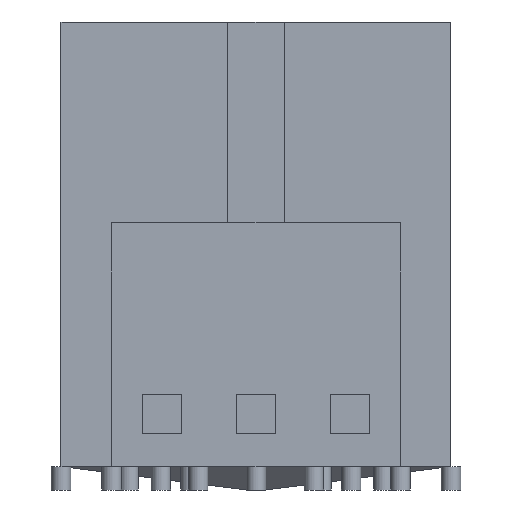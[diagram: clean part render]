
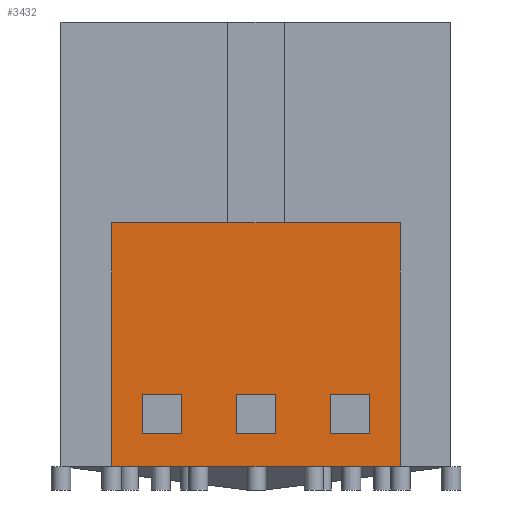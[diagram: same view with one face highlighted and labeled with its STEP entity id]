
A CAD part, left-side view. The second image highlights one B-rep face of the part: STEP entity #3432.
In plain terms, the highlighted planar face has unit normal (-1, 0, 0).
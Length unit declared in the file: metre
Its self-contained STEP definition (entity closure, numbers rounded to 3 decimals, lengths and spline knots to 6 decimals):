
#28=FACE_BOUND('',#497,.T.);
#29=FACE_BOUND('',#498,.T.);
#30=FACE_BOUND('',#499,.T.);
#99=PLANE('',#3708);
#291=FACE_OUTER_BOUND('',#496,.T.);
#496=EDGE_LOOP('',(#2758,#2759,#2760,#2761,#2762,#2763,#2764,#2765,#2766,
#2767));
#497=EDGE_LOOP('',(#2768,#2769,#2770,#2771));
#498=EDGE_LOOP('',(#2772,#2773,#2774,#2775));
#499=EDGE_LOOP('',(#2776,#2777,#2778,#2779));
#641=LINE('',#4895,#1065);
#642=LINE('',#4899,#1066);
#643=LINE('',#4903,#1067);
#654=LINE('',#4964,#1078);
#671=LINE('',#5039,#1095);
#673=LINE('',#5050,#1097);
#677=LINE('',#5070,#1101);
#702=LINE('',#5121,#1126);
#704=LINE('',#5125,#1128);
#712=LINE('',#5141,#1136);
#768=LINE('',#5257,#1192);
#773=LINE('',#5266,#1197);
#776=LINE('',#5272,#1200);
#829=LINE('',#5376,#1253);
#830=LINE('',#5379,#1254);
#831=LINE('',#5381,#1255);
#832=LINE('',#5383,#1256);
#833=LINE('',#5384,#1257);
#834=LINE('',#5385,#1258);
#835=LINE('',#5387,#1259);
#836=LINE('',#5389,#1260);
#837=LINE('',#5390,#1261);
#1065=VECTOR('',#3926,1.);
#1066=VECTOR('',#3929,1.);
#1067=VECTOR('',#3932,1.);
#1078=VECTOR('',#4009,1.);
#1095=VECTOR('',#4118,1.);
#1097=VECTOR('',#4132,1.);
#1101=VECTOR('',#4158,1.);
#1126=VECTOR('',#4197,1.);
#1128=VECTOR('',#4201,1.);
#1136=VECTOR('',#4211,1.);
#1192=VECTOR('',#4283,1.);
#1197=VECTOR('',#4292,1.);
#1200=VECTOR('',#4297,1.);
#1253=VECTOR('',#4368,1.);
#1254=VECTOR('',#4369,1.);
#1255=VECTOR('',#4370,1.);
#1256=VECTOR('',#4371,1.);
#1257=VECTOR('',#4372,1.);
#1258=VECTOR('',#4373,1.);
#1259=VECTOR('',#4374,1.);
#1260=VECTOR('',#4375,1.);
#1261=VECTOR('',#4376,1.);
#1571=VERTEX_POINT('',#4892);
#1572=VERTEX_POINT('',#4894);
#1573=VERTEX_POINT('',#4896);
#1574=VERTEX_POINT('',#4898);
#1575=VERTEX_POINT('',#4900);
#1576=VERTEX_POINT('',#4902);
#1608=VERTEX_POINT('',#5049);
#1613=VERTEX_POINT('',#5069);
#1631=VERTEX_POINT('',#5118);
#1632=VERTEX_POINT('',#5120);
#1633=VERTEX_POINT('',#5124);
#1639=VERTEX_POINT('',#5138);
#1689=VERTEX_POINT('',#5250);
#1692=VERTEX_POINT('',#5255);
#1694=VERTEX_POINT('',#5264);
#1695=VERTEX_POINT('',#5268);
#1739=VERTEX_POINT('',#5377);
#1740=VERTEX_POINT('',#5378);
#1741=VERTEX_POINT('',#5380);
#1742=VERTEX_POINT('',#5382);
#1743=VERTEX_POINT('',#5386);
#1744=VERTEX_POINT('',#5388);
#1898=EDGE_CURVE('',#1572,#1571,#641,.T.);
#1900=EDGE_CURVE('',#1574,#1573,#642,.T.);
#1902=EDGE_CURVE('',#1576,#1575,#643,.T.);
#1933=EDGE_CURVE('',#1575,#1574,#654,.T.);
#1966=EDGE_CURVE('',#1573,#1572,#671,.T.);
#1971=EDGE_CURVE('',#1608,#1576,#673,.T.);
#1981=EDGE_CURVE('',#1571,#1613,#677,.T.);
#2006=EDGE_CURVE('',#1632,#1631,#702,.T.);
#2008=EDGE_CURVE('',#1633,#1608,#704,.T.);
#2016=EDGE_CURVE('',#1639,#1613,#712,.T.);
#2072=EDGE_CURVE('',#1689,#1692,#768,.T.);
#2077=EDGE_CURVE('',#1694,#1692,#773,.T.);
#2080=EDGE_CURVE('',#1695,#1689,#776,.T.);
#2133=EDGE_CURVE('',#1633,#1639,#829,.T.);
#2134=EDGE_CURVE('',#1739,#1740,#830,.T.);
#2135=EDGE_CURVE('',#1740,#1741,#831,.T.);
#2136=EDGE_CURVE('',#1741,#1742,#832,.T.);
#2137=EDGE_CURVE('',#1739,#1742,#833,.T.);
#2138=EDGE_CURVE('',#1694,#1695,#834,.T.);
#2139=EDGE_CURVE('',#1743,#1632,#835,.T.);
#2140=EDGE_CURVE('',#1631,#1744,#836,.T.);
#2141=EDGE_CURVE('',#1743,#1744,#837,.T.);
#2758=ORIENTED_EDGE('',*,*,#2133,.F.);
#2759=ORIENTED_EDGE('',*,*,#2008,.T.);
#2760=ORIENTED_EDGE('',*,*,#1971,.T.);
#2761=ORIENTED_EDGE('',*,*,#1902,.T.);
#2762=ORIENTED_EDGE('',*,*,#1933,.T.);
#2763=ORIENTED_EDGE('',*,*,#1900,.T.);
#2764=ORIENTED_EDGE('',*,*,#1966,.T.);
#2765=ORIENTED_EDGE('',*,*,#1898,.T.);
#2766=ORIENTED_EDGE('',*,*,#1981,.T.);
#2767=ORIENTED_EDGE('',*,*,#2016,.F.);
#2768=ORIENTED_EDGE('',*,*,#2134,.T.);
#2769=ORIENTED_EDGE('',*,*,#2135,.T.);
#2770=ORIENTED_EDGE('',*,*,#2136,.T.);
#2771=ORIENTED_EDGE('',*,*,#2137,.F.);
#2772=ORIENTED_EDGE('',*,*,#2138,.T.);
#2773=ORIENTED_EDGE('',*,*,#2080,.T.);
#2774=ORIENTED_EDGE('',*,*,#2072,.T.);
#2775=ORIENTED_EDGE('',*,*,#2077,.F.);
#2776=ORIENTED_EDGE('',*,*,#2139,.T.);
#2777=ORIENTED_EDGE('',*,*,#2006,.T.);
#2778=ORIENTED_EDGE('',*,*,#2140,.T.);
#2779=ORIENTED_EDGE('',*,*,#2141,.F.);
#3432=ADVANCED_FACE('',(#291,#28,#29,#30),#99,.F.);
#3708=AXIS2_PLACEMENT_3D('',#5375,#4366,#4367);
#3926=DIRECTION('',(0.,-1.,0.));
#3929=DIRECTION('',(0.,-1.,0.));
#3932=DIRECTION('',(0.,-1.,0.));
#4009=DIRECTION('',(0.,-1.,0.));
#4118=DIRECTION('',(0.,-1.,0.));
#4132=DIRECTION('',(0.,-1.,0.));
#4158=DIRECTION('',(0.,-1.,0.));
#4197=DIRECTION('',(0.,0.,1.));
#4201=DIRECTION('',(0.,0.,-1.));
#4211=DIRECTION('',(0.,0.,-1.));
#4283=DIRECTION('',(0.,-1.,0.));
#4292=DIRECTION('',(0.,0.,1.));
#4297=DIRECTION('',(0.,0.,1.));
#4366=DIRECTION('center_axis',(1.,0.,0.));
#4367=DIRECTION('ref_axis',(0.,1.,0.));
#4368=DIRECTION('',(0.,-1.,0.));
#4369=DIRECTION('',(0.,1.,0.));
#4370=DIRECTION('',(0.,0.,1.));
#4371=DIRECTION('',(0.,-1.,0.));
#4372=DIRECTION('',(0.,0.,1.));
#4373=DIRECTION('',(0.,1.,0.));
#4374=DIRECTION('',(0.,1.,0.));
#4375=DIRECTION('',(0.,-1.,0.));
#4376=DIRECTION('',(0.,0.,1.));
#4892=CARTESIAN_POINT('',(-0.0042,-0.0069,0.));
#4894=CARTESIAN_POINT('',(-0.0042,-0.003463,0.));
#4895=CARTESIAN_POINT('',(-0.0042,-0.0066,0.));
#4896=CARTESIAN_POINT('',(-0.0042,-0.002463,0.));
#4898=CARTESIAN_POINT('',(-0.0042,0.002463,0.));
#4899=CARTESIAN_POINT('',(-0.0042,-0.0066,0.));
#4900=CARTESIAN_POINT('',(-0.0042,0.003463,0.));
#4902=CARTESIAN_POINT('',(-0.0042,0.0069,0.));
#4903=CARTESIAN_POINT('',(-0.0042,-0.0066,0.));
#4964=CARTESIAN_POINT('',(-0.0042,-0.0066,0.));
#5039=CARTESIAN_POINT('',(-0.0042,-0.0066,0.));
#5049=CARTESIAN_POINT('',(-0.0042,0.0074,0.));
#5050=CARTESIAN_POINT('',(-0.0042,-0.0066,0.));
#5069=CARTESIAN_POINT('',(-0.0042,-0.0074,0.));
#5070=CARTESIAN_POINT('',(-0.0042,-0.0066,0.));
#5118=CARTESIAN_POINT('',(-0.0042,0.0058,0.0037));
#5120=CARTESIAN_POINT('',(-0.0042,0.0058,0.0017));
#5121=CARTESIAN_POINT('',(-0.0042,0.0058,0.001698));
#5124=CARTESIAN_POINT('',(-0.0042,0.0074,0.0125));
#5125=CARTESIAN_POINT('',(-0.0042,0.0074,0.012502));
#5138=CARTESIAN_POINT('',(-0.0042,-0.0074,0.0125));
#5141=CARTESIAN_POINT('',(-0.0042,-0.0074,0.012502));
#5250=CARTESIAN_POINT('',(-0.0042,0.001,0.0037));
#5255=CARTESIAN_POINT('',(-0.0042,-0.001,0.0037));
#5257=CARTESIAN_POINT('',(-0.0042,0.,0.0037));
#5264=CARTESIAN_POINT('',(-0.0042,-0.001,0.0017));
#5266=CARTESIAN_POINT('',(-0.0042,-0.001,0.001698));
#5268=CARTESIAN_POINT('',(-0.0042,0.001,0.0017));
#5272=CARTESIAN_POINT('',(-0.0042,0.001,0.001698));
#5375=CARTESIAN_POINT('Origin',(-0.0042,-0.0066,0.012502));
#5376=CARTESIAN_POINT('',(-0.0042,-0.0066,0.0125));
#5377=CARTESIAN_POINT('',(-0.0042,-0.0058,0.0017));
#5378=CARTESIAN_POINT('',(-0.0042,-0.0038,0.0017));
#5379=CARTESIAN_POINT('',(-0.0042,-0.0048,0.0017));
#5380=CARTESIAN_POINT('',(-0.0042,-0.0038,0.0037));
#5381=CARTESIAN_POINT('',(-0.0042,-0.0038,0.001698));
#5382=CARTESIAN_POINT('',(-0.0042,-0.0058,0.0037));
#5383=CARTESIAN_POINT('',(-0.0042,-0.0048,0.0037));
#5384=CARTESIAN_POINT('',(-0.0042,-0.0058,0.001698));
#5385=CARTESIAN_POINT('',(-0.0042,0.,0.0017));
#5386=CARTESIAN_POINT('',(-0.0042,0.0038,0.0017));
#5387=CARTESIAN_POINT('',(-0.0042,0.0048,0.0017));
#5388=CARTESIAN_POINT('',(-0.0042,0.0038,0.0037));
#5389=CARTESIAN_POINT('',(-0.0042,0.0048,0.0037));
#5390=CARTESIAN_POINT('',(-0.0042,0.0038,0.001698));
